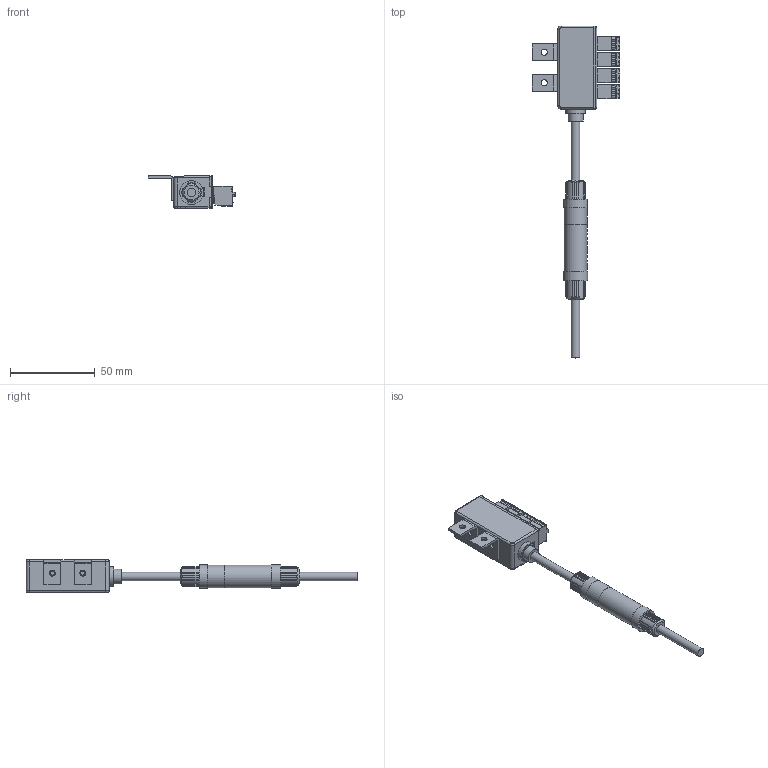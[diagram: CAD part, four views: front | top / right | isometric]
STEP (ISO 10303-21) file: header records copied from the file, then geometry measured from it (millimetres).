
FILE_DESCRIPTION(/* description */ (''),/* implementation_level */ '2;1');
FILE_NAME(/* name */ 'S001-4F 3D.stp',/* time_stamp */ '2024-08-15T15:24:43+08:00',/* author */ (''),/* organization */ (''),/* preprocessor_version */ 'ST-DEVELOPER v14',/* originating_system */ 'SIEMENS PLM Software NX 8.0',/* authorisation */ '');
FILE_SCHEMA (('AUTOMOTIVE_DESIGN { 1 0 10303 214 3 1 1 1 }'));
Products named in the file (1): S001-4F 3D_stp
Bounding box: 51.5 x 195.89 x 19.4 mm (x, y, z)
Volume: 35935.1 mm3; surface area: 21619.7 mm2
Topology: 3 solids, 17 shells, 2013 faces, 5369 edges, 3475 vertices
Faces by surface type: plane 1397, cylinder 459, torus 74, cone 37, extrusion 34, bspline 8, sphere 4
Full cylindrical faces by diameter (mm): 3.5 x4, 3.7 x1, 4.6 x1, 5 x2, 5.8 x1, 6.5 x1, 8.8 x1, 9.8 x1, 10 x1, 11.6 x1, 13.5 x2, 13.8 x1, 14.1 x1
Entity records: 69930 total; most frequent: CARTESIAN_POINT 18383, ORIENTED_EDGE 10670, DIRECTION 10240, EDGE_CURVE 5335, VECTOR 4014, LINE 3980, VERTEX_POINT 3469, AXIS2_PLACEMENT_3D 3113
